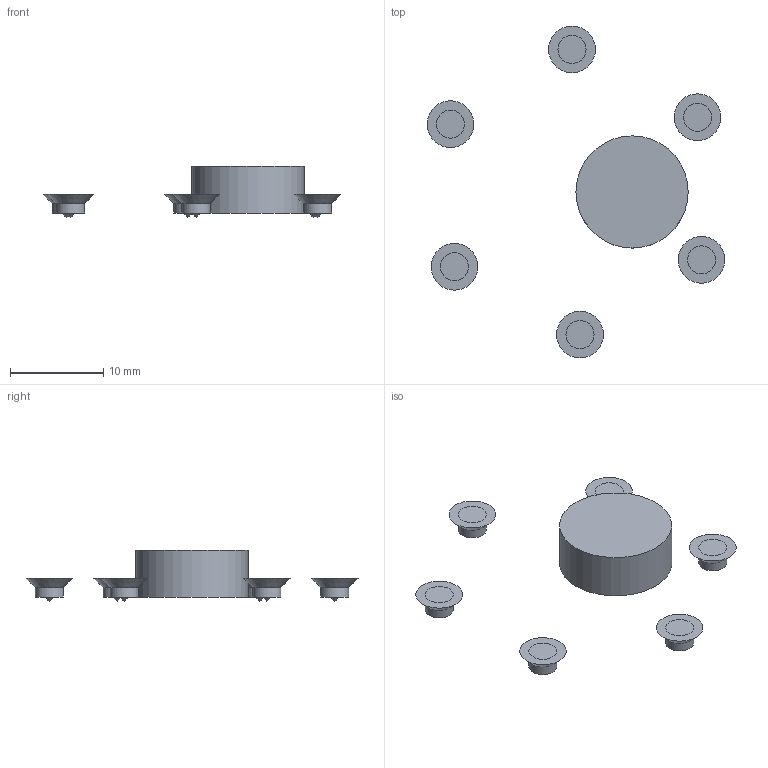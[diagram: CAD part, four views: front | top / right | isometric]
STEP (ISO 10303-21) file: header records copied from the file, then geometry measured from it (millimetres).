
FILE_DESCRIPTION(('FreeCAD Model'),'2;1');
FILE_NAME('dc-motor socket-form.step', '2015-05-20T23:47:15',('Author'),(''), 'Open CASCADE STEP processor 6.8','FreeCAD','Unknown');
FILE_SCHEMA(('AUTOMOTIVE_DESIGN_CC2 { 1 2 10303 214 -1 1 5 4 }'));
Length unit declared in the file: millimetre
Products named in the file (1): socket-form
Bounding box: 31.86 x 35.52 x 5.5 mm (x, y, z)
Volume: 685.7 mm3; surface area: 740 mm2
Topology: 7 solids, 7 shells, 39 faces, 57 edges, 38 vertices
Faces by surface type: plane 20, cone 12, cylinder 7
Full cylindrical faces by diameter (mm): 3 x6, 12 x1
Entity records: 1559 total; most frequent: DIRECTION 265, CARTESIAN_POINT 231, ORIENTED_EDGE 102, PCURVE 102, DEFINITIONAL_REPRESENTATION 102, LINE 89, VECTOR 89, AXIS2_PLACEMENT_3D 72
